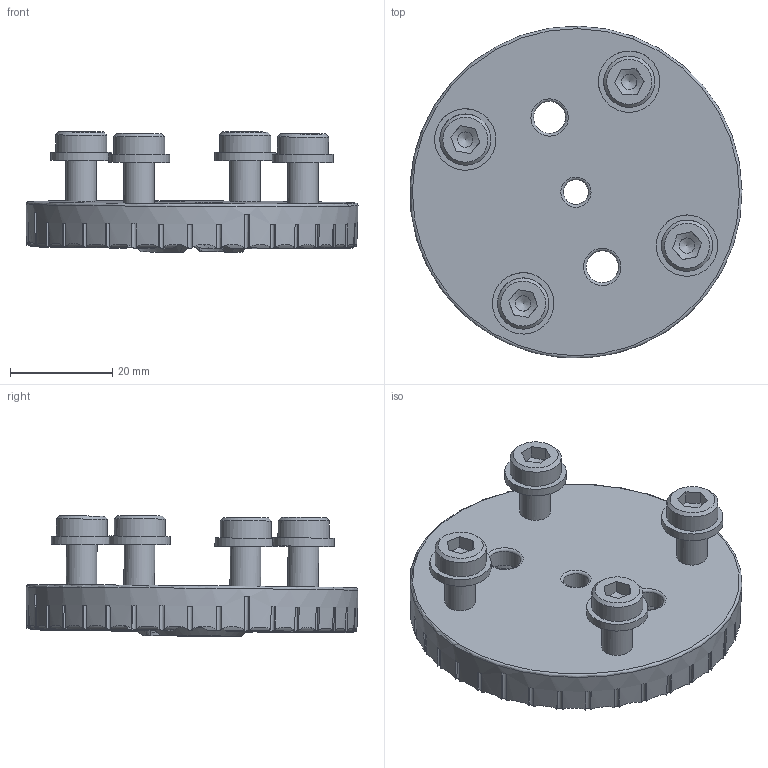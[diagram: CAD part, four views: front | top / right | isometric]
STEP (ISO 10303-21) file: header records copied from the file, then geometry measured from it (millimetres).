
FILE_DESCRIPTION(/* description */ (''),/* implementation_level */ '2;1');
FILE_NAME(/* name */ 'WDGMA51052_02.stp',/* time_stamp */ '2017-06-12T15:36:14+02:00',/* author */ ('pre'),/* organization */ (''),/* preprocessor_version */ 'ST-DEVELOPER v15.2',/* originating_system */ 'Autodesk Inventor 2014',/* authorisation */ '');
FILE_SCHEMA (('AUTOMOTIVE_DESIGN { 1 0 10303 214 3 1 1 }'));
Length unit declared in the file: millimetre
Products named in the file (1): WDGMA51052_02
Bounding box: 64.95 x 64.92 x 23.63 mm (x, y, z)
Volume: 28180 mm3; surface area: 11561.9 mm2
Topology: 1 solids, 1 shells, 417 faces, 1192 edges, 791 vertices
Faces by surface type: plane 194, cylinder 189, cone 25, bspline 5, torus 4
Full cylindrical faces by diameter (mm): 3 x4, 4.917 x5, 6 x4, 6.3 x2, 6.4 x4, 10 x4, 12 x4
Entity records: 15249 total; most frequent: CARTESIAN_POINT 4742, ORIENTED_EDGE 2232, DIRECTION 1860, EDGE_CURVE 1116, VERTEX_POINT 765, AXIS2_PLACEMENT_3D 682, LINE 496, VECTOR 496
